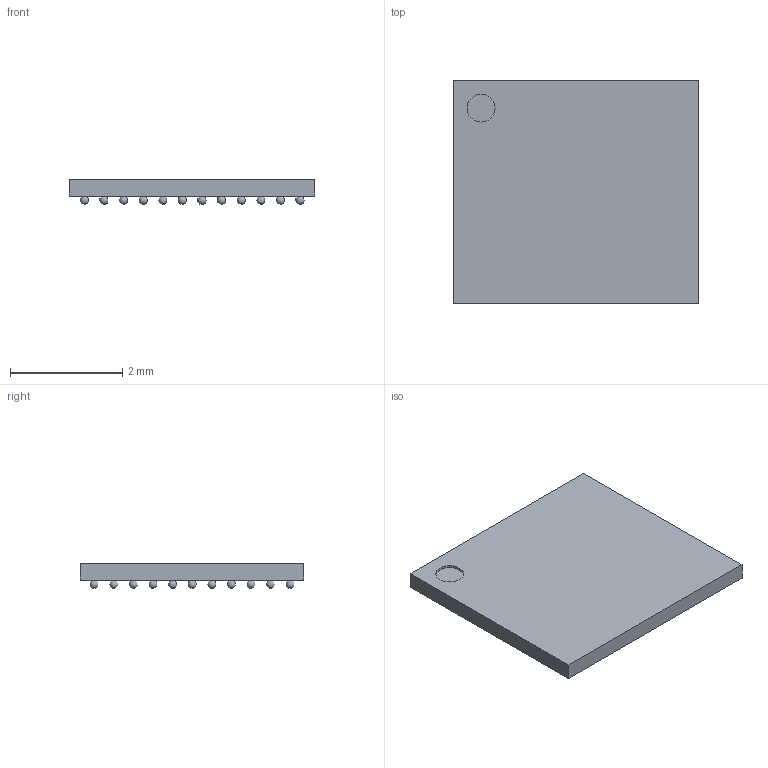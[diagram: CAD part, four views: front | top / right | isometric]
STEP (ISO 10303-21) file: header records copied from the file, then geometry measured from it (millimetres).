
FILE_DESCRIPTION(('FreeCAD Model'),'2;1');
FILE_NAME('14051662.1.1.stp','2022-02-18T16:17:31',( 'Author'),(''),'Open CASCADE STEP processor 6.9','FreeCAD','Unknown' );
FILE_SCHEMA(('AUTOMOTIVE_DESIGN { 1 0 10303 214 1 1 1 1 }'));
Length unit declared in the file: millimetre
Products named in the file (97): ASSEMBLY; A1; A2; A3; A5; A7; A9; A11; A12; B1; B2; B4; B5; B6; B7; B8; B9; B10; B11; B12; C2; C4; C5; C6; C7; C8; C9; C10; C11; D1; D2; D10; D11; D12; E2; E3; E4; E5; E6; E7 ...
Assembly tree (96 placements, depth 2):
  ASSEMBLY
    A1
    A2
    A3
    A5
    A7
    A9
    A11
    A12
    B1
    B2
    B4
    B5
    B6
    B7
    B8
    B9
    B10
    B11
    B12
    C2
    C4
    C5
    C6
    C7
    C8
    C9
    C10
    C11
    D1
    D2
    D10
    D11
    D12
    E2
    E3
    E4
    E5
    E6
    E7
    E8
    E10
    E11
    F1
    F2
    F3
    F5
    F6
    F7
    F8
    F10
    F11
    F12
    G2
    G3
    G5
    G6
    G7
    G8
    G10
Bounding box: 4.39 x 3.99 x 0.45 mm (x, y, z)
Volume: 5.4 mm3; surface area: 46.8 mm2
Topology: 96 solids, 96 shells, 103 faces, 300 edges, 200 vertices
Faces by surface type: sphere 95, plane 7, cylinder 1
Full cylindrical faces by diameter (mm): 0.499 x1
Entity records: 4236 total; most frequent: DIRECTION 447, CARTESIAN_POINT 350, AXIS2_PLACEMENT_3D 202, PRODUCT_DEFINITION_SHAPE 193, VERTEX_POINT 105, FACE_BOUND 104, ADVANCED_FACE 103, SHAPE_DEFINITION_REPRESENTATION 97
